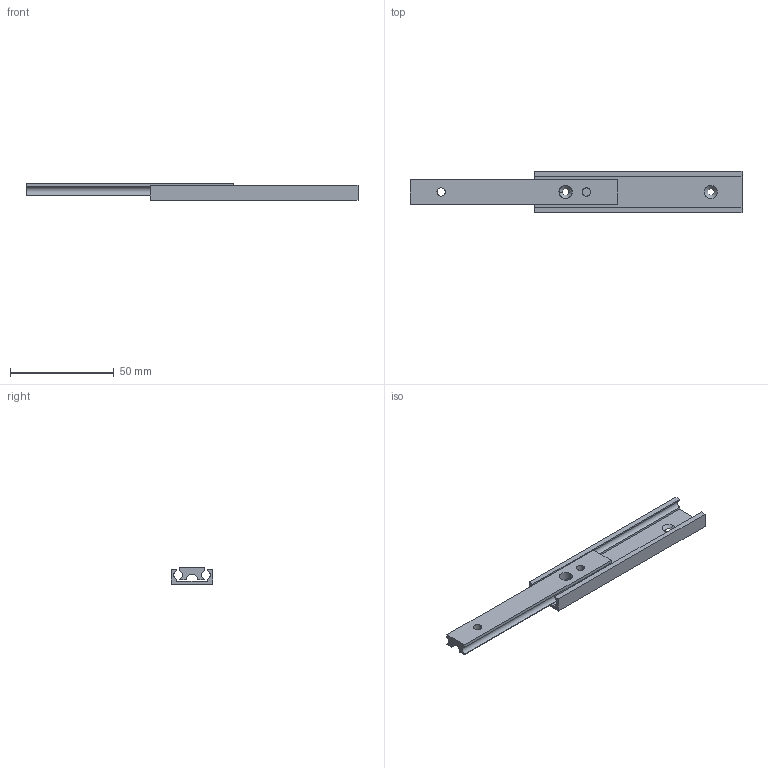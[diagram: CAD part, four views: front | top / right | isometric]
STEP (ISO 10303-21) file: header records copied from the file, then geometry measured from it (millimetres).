
FILE_DESCRIPTION (( 'STEP AP203' ), '1' );
FILE_NAME ('KC-361-10.STEP', '2013-03-27T04:15:49', ( '11sw' ), ( 'タキゲン製造株式会社' ), 'SwSTEP 2.0', 'SolidWorks 2012', '' );
FILE_SCHEMA (( 'CONFIG_CONTROL_DESIGN' ));
Length unit declared in the file: millimetre
Products named in the file (3): KC-361-10僉儍價僱僢僩儊儞僶乕1_; KC-361-10僉儍價僱僢僩儊儞僶乕2_; KC-361-10
Assembly tree (2 placements, depth 2):
  KC-361-10
    KC-361-10僉儍價僱僢僩儊儞僶乕1_
    KC-361-10僉儍價僱僢僩儊儞僶乕2_
Bounding box: 160 x 20 x 8 mm (x, y, z)
Volume: 9865.2 mm3; surface area: 11173.7 mm2
Topology: 2 solids, 2 shells, 37 faces, 102 edges, 68 vertices
Faces by surface type: plane 21, cylinder 12, cone 4
Entity records: 1671 total; most frequent: CARTESIAN_POINT 392, DIRECTION 204, ORIENTED_EDGE 204, EDGE_CURVE 102, LINE 68, AXIS2_PLACEMENT_3D 68, VECTOR 68, VERTEX_POINT 68
